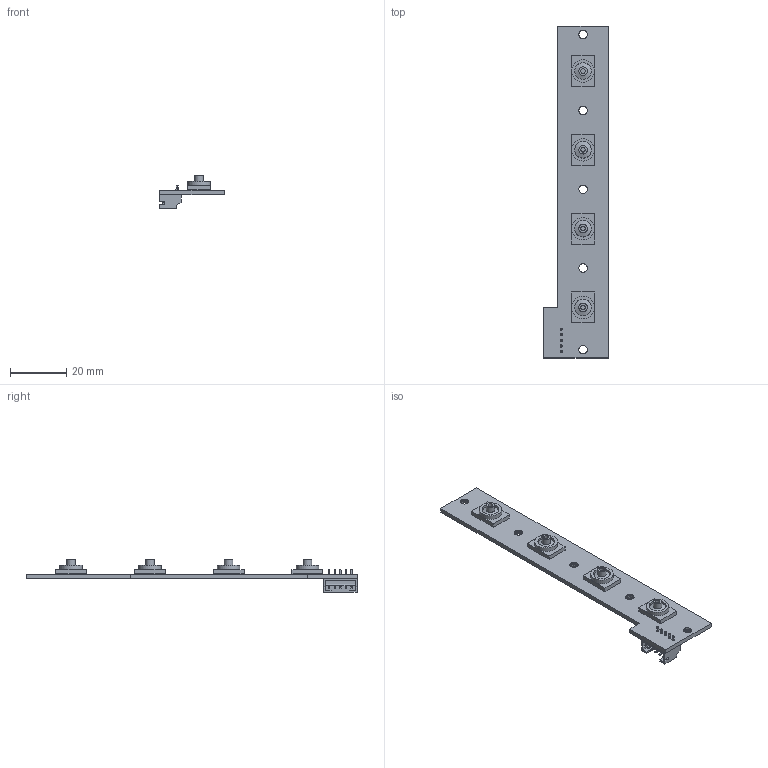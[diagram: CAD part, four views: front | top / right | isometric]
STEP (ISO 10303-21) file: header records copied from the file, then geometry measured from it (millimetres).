
FILE_DESCRIPTION(('KiCad electronic assembly'),'2;1');
FILE_NAME('CenterButtonsDesignLab.step','2024-01-29T22:03:15',('Pcbnew') ,('Kicad'),'Open CASCADE STEP processor 7.6','KiCad to STEP converter' ,'Unknown');
FILE_SCHEMA(('AUTOMOTIVE_DESIGN { 1 0 10303 214 1 1 1 1 }'));
Length unit declared in the file: millimetre
Products named in the file (6): CenterButtonsDesignLab 1; Play Button TR12S v3; COMPOUND; S5B-PH-K-S(LF)(SN); PCB
Assembly tree (8 placements, depth 3):
  CenterButtonsDesignLab 1
    Play Button TR12S v3  x4
      COMPOUND
    S5B-PH-K-S(LF)(SN)
      COMPOUND
    PCB
Bounding box: 23 x 117.98 x 11.48 mm (x, y, z)
Volume: 4535.2 mm3; surface area: 7090.1 mm2
Topology: 15 solids, 15 shells, 441 faces, 1159 edges, 752 vertices
Faces by surface type: plane 393, cylinder 44, cone 4
Full cylindrical faces by diameter (mm): 0.8 x5, 1.6 x4, 3 x4, 5.8 x4, 6 x4, 8 x4
Entity records: 26184 total; most frequent: CARTESIAN_POINT 4451, DIRECTION 4012, LINE 3071, VECTOR 3071, ORIENTED_EDGE 2126, PCURVE 2126, DEFINITIONAL_REPRESENTATION 2126, EDGE_CURVE 1063
